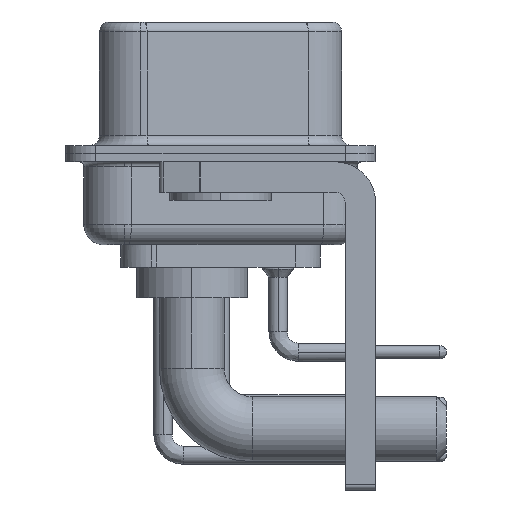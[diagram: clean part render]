
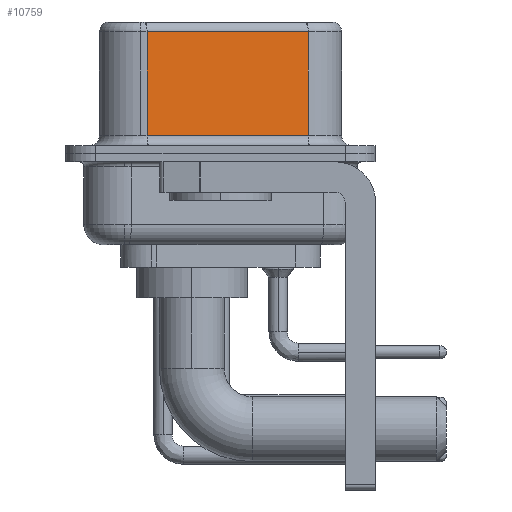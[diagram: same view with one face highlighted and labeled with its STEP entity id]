
A CAD part, left-side view. The second image highlights one B-rep face of the part: STEP entity #10759.
In plain terms, the highlighted planar face has unit normal (-0.985, -0.174, 0).
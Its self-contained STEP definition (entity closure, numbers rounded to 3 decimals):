
#944 = CARTESIAN_POINT ( 'NONE',  ( 5.132, -4.322, 6.52 ) ) ;
#1357 = CARTESIAN_POINT ( 'NONE',  ( 3.73, 3.628, 0.9 ) ) ;
#1705 = CARTESIAN_POINT ( 'NONE',  ( 5.132, -4.322, 6.02 ) ) ;
#3370 = EDGE_CURVE ( 'NONE', #11421, #28020, #19009, .T. ) ;
#3396 = CARTESIAN_POINT ( 'NONE',  ( 5.132, -4.322, 6.02 ) ) ;
#4109 = VECTOR ( 'NONE', #27675, 1000. ) ;
#4633 = ORIENTED_EDGE ( 'NONE', *, *, #3370, .T. ) ;
#6250 = LINE ( 'NONE', #944, #4109 ) ;
#7767 = ORIENTED_EDGE ( 'NONE', *, *, #28107, .F. ) ;
#7802 = FACE_OUTER_BOUND ( 'NONE', #33566, .T. ) ;
#7808 = CARTESIAN_POINT ( 'NONE',  ( 5.132, -4.322, 0.9 ) ) ;
#8224 = CARTESIAN_POINT ( 'NONE',  ( 3.73, 3.628, 6.02 ) ) ;
#8262 = VECTOR ( 'NONE', #31191, 1000. ) ;
#9341 = CARTESIAN_POINT ( 'NONE',  ( 5.132, -4.322, 0.9 ) ) ;
#10759 = ADVANCED_FACE ( 'NONE', ( #7802 ), #18602, .F. ) ;
#10816 = ORIENTED_EDGE ( 'NONE', *, *, #18872, .T. ) ;
#11421 = VERTEX_POINT ( 'NONE', #1705 ) ;
#11902 = DIRECTION ( 'NONE',  ( -0.174, 0.985, 0. ) ) ;
#12707 = VERTEX_POINT ( 'NONE', #9341 ) ;
#12797 = AXIS2_PLACEMENT_3D ( 'NONE', #29900, #19472, #14162 ) ;
#13000 = VECTOR ( 'NONE', #11902, 1000. ) ;
#14162 = DIRECTION ( 'NONE',  ( -0.174, 0.985, 0. ) ) ;
#16980 = VECTOR ( 'NONE', #26224, 1000. ) ;
#18602 = PLANE ( 'NONE',  #12797 ) ;
#18872 = EDGE_CURVE ( 'NONE', #28020, #32051, #20410, .T. ) ;
#19009 = LINE ( 'NONE', #3396, #13000 ) ;
#19472 = DIRECTION ( 'NONE',  ( 0.985, 0.174, 0. ) ) ;
#20410 = LINE ( 'NONE', #30667, #8262 ) ;
#20914 = LINE ( 'NONE', #7808, #16980 ) ;
#23989 = EDGE_CURVE ( 'NONE', #32051, #12707, #20914, .T. ) ;
#26224 = DIRECTION ( 'NONE',  ( 0.174, -0.985, 0. ) ) ;
#27675 = DIRECTION ( 'NONE',  ( 0., 0., -1. ) ) ;
#28020 = VERTEX_POINT ( 'NONE', #8224 ) ;
#28107 = EDGE_CURVE ( 'NONE', #11421, #12707, #6250, .T. ) ;
#29900 = CARTESIAN_POINT ( 'NONE',  ( 5.132, -4.322, 6.52 ) ) ;
#30667 = CARTESIAN_POINT ( 'NONE',  ( 3.73, 3.628, 6.52 ) ) ;
#31191 = DIRECTION ( 'NONE',  ( 0., 0., -1. ) ) ;
#31861 = ORIENTED_EDGE ( 'NONE', *, *, #23989, .T. ) ;
#32051 = VERTEX_POINT ( 'NONE', #1357 ) ;
#33566 = EDGE_LOOP ( 'NONE', ( #7767, #4633, #10816, #31861 ) ) ;
